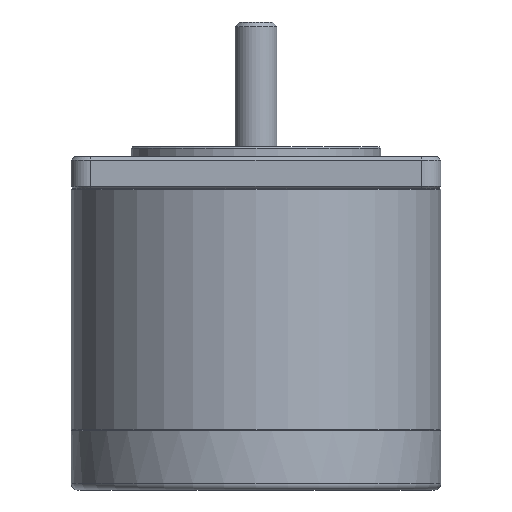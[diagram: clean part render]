
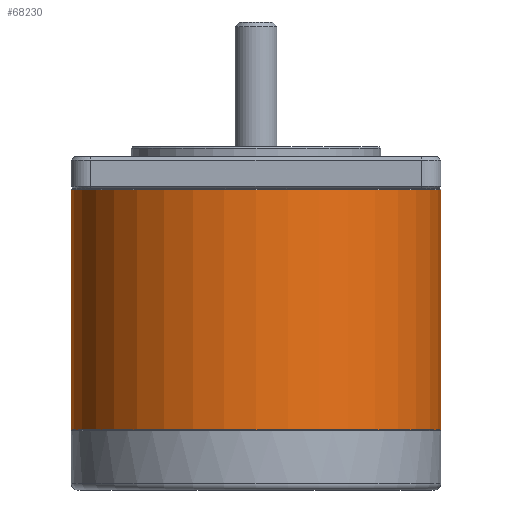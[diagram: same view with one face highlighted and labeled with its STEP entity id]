
A CAD part, front view. The second image highlights one B-rep face of the part: STEP entity #68230.
In plain terms, the highlighted cylindrical face has radius 28.2 mm (diameter 56.4 mm), a partial arc.
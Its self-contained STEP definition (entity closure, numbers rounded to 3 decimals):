
#60480=CARTESIAN_POINT('',(28.2,0.,-5.03));
#60490=VERTEX_POINT('',#60480);
#60610=CARTESIAN_POINT('',(-28.2,0.,-5.03));
#60620=VERTEX_POINT('',#60610);
#60650=CARTESIAN_POINT('',(0.,0.,
-5.03));
#60660=DIRECTION('',(0.,0.,1.));
#60670=DIRECTION('',(-1.,0.,0.));
#60680=AXIS2_PLACEMENT_3D('',#60650,#60660,#60670);
#60690=CIRCLE('',#60680,28.2);
#62900=CARTESIAN_POINT('',(28.2,0.,-41.6));
#62910=DIRECTION('',(0.,0.,1.));
#62920=VECTOR('',#62910,1.);
#62930=LINE('',#62900,#62920);
#62940=CARTESIAN_POINT('',(28.2,0.,-41.6));
#62950=VERTEX_POINT('',#62940);
#62960=EDGE_CURVE('',#62950,#60490,#62930,.T.);
#62990=CARTESIAN_POINT('',(-28.2,0.,-41.6));
#63000=DIRECTION('',(0.,0.,1.));
#63010=VECTOR('',#63000,1.);
#63020=LINE('',#62990,#63010);
#63030=CARTESIAN_POINT('',(-28.2,0.,-41.6));
#63040=VERTEX_POINT('',#63030);
#63050=EDGE_CURVE('',#63040,#60620,#63020,.T.);
#63070=CARTESIAN_POINT('',(0.,0.,
-41.6));
#63080=DIRECTION('',(0.,0.,1.));
#63090=DIRECTION('',(1.,0.,0.));
#63100=AXIS2_PLACEMENT_3D('',#63070,#63080,#63090);
#63110=CIRCLE('',#63100,28.2);
#64430=EDGE_CURVE('',#63040,#62950,#63110,.T.);
#68110=CARTESIAN_POINT('',(0.,0.,
-41.6));
#68120=DIRECTION('',(0.,0.,1.));
#68130=DIRECTION('',(1.,0.,-0.));
#68140=AXIS2_PLACEMENT_3D('',#68110,#68120,#68130);
#68150=CYLINDRICAL_SURFACE('',#68140,28.2);
#68160=ORIENTED_EDGE('',*,*,#64430,.T.);
#68170=ORIENTED_EDGE('',*,*,#63050,.F.);
#68180=EDGE_CURVE('',#60620,#60490,#60690,.T.);
#68190=ORIENTED_EDGE('',*,*,#68180,.F.);
#68200=ORIENTED_EDGE('',*,*,#62960,.T.);
#68210=EDGE_LOOP('',(#68200,#68190,#68170,#68160));
#68220=FACE_OUTER_BOUND('',#68210,.T.);
#68230=ADVANCED_FACE('',(#68220),#68150,.T.);
